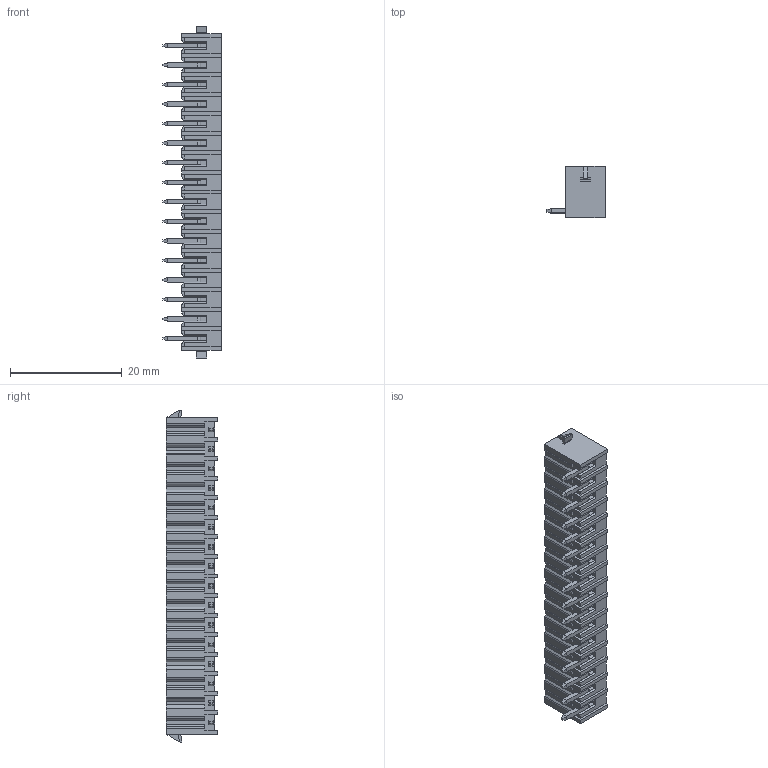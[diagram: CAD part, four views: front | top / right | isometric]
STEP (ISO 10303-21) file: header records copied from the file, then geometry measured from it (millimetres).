
FILE_DESCRIPTION((''),'2;1');
FILE_NAME('PRT0002','2024-10-12T',('sheji'),(''),'PRO/ENGINEER BY PARAMETRIC TECHNOLOGY CORPORATION, 2015240','PRO/ENGINEER BY PARAMETRIC TECHNOLOGY CORPORATION, 2015240','');
FILE_SCHEMA(('CONFIG_CONTROL_DESIGN'));
Length unit declared in the file: millimetre
Products named in the file (1): PRT0002
Bounding box: 10.4 x 9.2 x 59.5 mm (x, y, z)
Volume: 1609.7 mm3; surface area: 5112.1 mm2
Topology: 17 solids, 17 shells, 1020 faces, 2712 edges, 1776 vertices
Faces by surface type: plane 826, cylinder 162, cone 32
Entity records: 31282 total; most frequent: CARTESIAN_POINT 5876, ORIENTED_EDGE 5424, DIRECTION 4920, EDGE_CURVE 2712, VECTOR 2288, LINE 2288, VERTEX_POINT 1776, AXIS2_PLACEMENT_3D 1316
